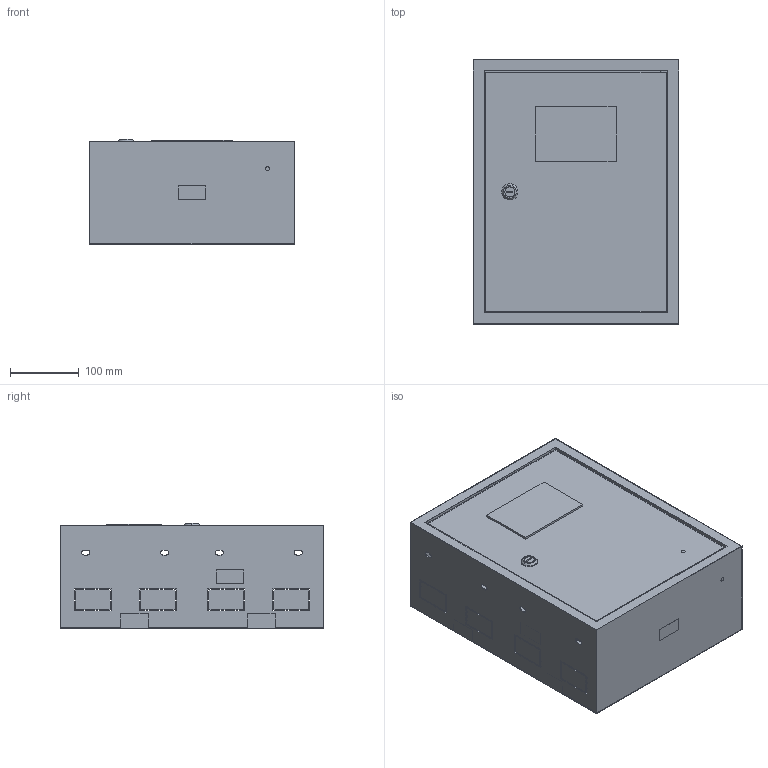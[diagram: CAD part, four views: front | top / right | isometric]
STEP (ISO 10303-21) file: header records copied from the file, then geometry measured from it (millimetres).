
FILE_DESCRIPTION (( 'STEP AP214' ), '1' );
FILE_NAME ('YAUR-380-300-31_ßùèê ó÷åòíî-ðàñïðåäåëèòåëüíûé ßÓÐ-380-300 ÓÕË3 IP31 IEK.STEP', '2021-03-31T12:00:44', ( '' ), ( '' ), 'SwSTEP 2.0', 'SolidWorks 2017', '' );
FILE_SCHEMA (( 'AUTOMOTIVE_DESIGN' ));
Length unit declared in the file: millimetre
Products named in the file (6): Îáîëî÷êà ßÓÐ; ﾄ粢 ﾟﾓﾐ; YAUR-380-300-31_ßùèê ó÷åòíî-ðàñïðåäåëèòåëüíûé ßÓÐ-380-300 ÓÕË3 IP31 IEK; Âèíò_ðåçüáîâûäàâëèâàþùèé_Œ4å9; Ôàëüøïàíåëü; 029.00.05_DIN-謥濋趌-02
Assembly tree (12 placements, depth 2):
  YAUR-380-300-31_ßùèê ó÷åòíî-ðàñïðåäåëèòåëüíûé ßÓÐ-380-300 ÓÕË3 IP31 IEK
    Îáîëî÷êà ßÓÐ
    029.00.05_DIN-謥濋趌-02  x2
    Ôàëüøïàíåëü
    ﾄ粢 ﾟﾓﾐ
    Âèíò_ðåçüáîâûäàâëèâàþùèé_Œ4å9  x7
Bounding box: 300 x 385 x 153.4 mm (x, y, z)
Volume: 513191.7 mm3; surface area: 1083303.5 mm2
Topology: 14 solids, 14 shells, 1050 faces, 2927 edges, 1938 vertices
Faces by surface type: plane 810, cylinder 192, bspline 18, torus 14, sphere 14, cone 2
Entity records: 27476 total; most frequent: CARTESIAN_POINT 5242, ORIENTED_EDGE 4622, DIRECTION 4195, EDGE_CURVE 2311, LINE 2005, VECTOR 2005, VERTEX_POINT 1526, EDGE_LOOP 1095
